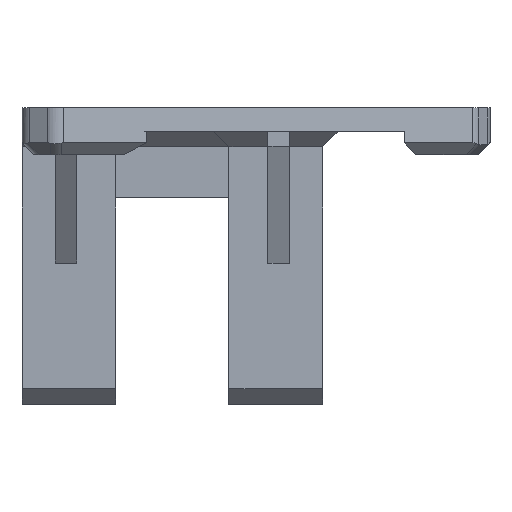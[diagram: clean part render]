
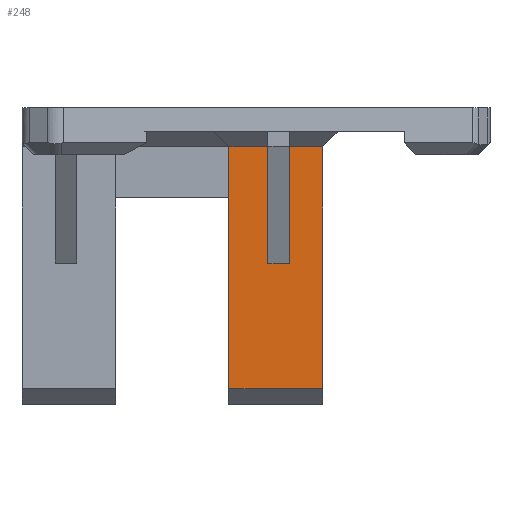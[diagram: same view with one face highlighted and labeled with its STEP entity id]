
A CAD part, left-side view. The second image highlights one B-rep face of the part: STEP entity #248.
In plain terms, the highlighted planar face has unit normal (-1, 0, 0).
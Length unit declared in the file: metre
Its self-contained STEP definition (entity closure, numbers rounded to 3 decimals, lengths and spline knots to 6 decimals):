
#248 = ADVANCED_FACE( '', ( #675 ), #676, .F. );
#675 = FACE_OUTER_BOUND( '', #1313, .T. );
#676 = PLANE( '', #1314 );
#1313 = EDGE_LOOP( '', ( #2023, #2024, #2025, #2026, #2027, #2028, #2029, #2030 ) );
#1314 = AXIS2_PLACEMENT_3D( '', #2031, #2032, #2033 );
#2023 = ORIENTED_EDGE( '', *, *, #3823, .T. );
#2024 = ORIENTED_EDGE( '', *, *, #3824, .T. );
#2025 = ORIENTED_EDGE( '', *, *, #3825, .F. );
#2026 = ORIENTED_EDGE( '', *, *, #3814, .T. );
#2027 = ORIENTED_EDGE( '', *, *, #3826, .T. );
#2028 = ORIENTED_EDGE( '', *, *, #3827, .T. );
#2029 = ORIENTED_EDGE( '', *, *, #3828, .F. );
#2030 = ORIENTED_EDGE( '', *, *, #3829, .T. );
#2031 = CARTESIAN_POINT( '', ( -0.02, -0.037526, -0.035 ) );
#2032 = DIRECTION( '', ( 1., 0., 0. ) );
#2033 = DIRECTION( '', ( 0., 0., -1. ) );
#3814 = EDGE_CURVE( '', #4591, #4588, #4592, .T. );
#3823 = EDGE_CURVE( '', #4606, #4607, #4608, .T. );
#3824 = EDGE_CURVE( '', #4607, #4609, #4610, .T. );
#3825 = EDGE_CURVE( '', #4591, #4609, #4611, .T. );
#3826 = EDGE_CURVE( '', #4588, #4612, #4613, .T. );
#3827 = EDGE_CURVE( '', #4612, #4614, #4615, .T. );
#3828 = EDGE_CURVE( '', #4616, #4614, #4617, .T. );
#3829 = EDGE_CURVE( '', #4616, #4606, #4618, .T. );
#4588 = VERTEX_POINT( '', #5716 );
#4591 = VERTEX_POINT( '', #5720 );
#4592 = LINE( '', #5721, #5722 );
#4606 = VERTEX_POINT( '', #5742 );
#4607 = VERTEX_POINT( '', #5743 );
#4608 = LINE( '', #5744, #5745 );
#4609 = VERTEX_POINT( '', #5746 );
#4610 = LINE( '', #5747, #5748 );
#4611 = LINE( '', #5749, #5750 );
#4612 = VERTEX_POINT( '', #5751 );
#4613 = LINE( '', #5752, #5753 );
#4614 = VERTEX_POINT( '', #5754 );
#4615 = LINE( '', #5755, #5756 );
#4616 = VERTEX_POINT( '', #5757 );
#4617 = LINE( '', #5758, #5759 );
#4618 = LINE( '', #5760, #5761 );
#5716 = CARTESIAN_POINT( '', ( -0.02, -0.043526, -0.033 ) );
#5720 = CARTESIAN_POINT( '', ( -0.02, -0.031526, -0.033 ) );
#5721 = CARTESIAN_POINT( '', ( -0.02, -0.037526, -0.033 ) );
#5722 = VECTOR( '', #7136, 1. );
#5742 = CARTESIAN_POINT( '', ( -0.02, -0.036526, -0.0169 ) );
#5743 = CARTESIAN_POINT( '', ( -0.02, -0.036526, -0.002 ) );
#5744 = CARTESIAN_POINT( '', ( -0.02, -0.036526, -0.0169 ) );
#5745 = VECTOR( '', #7143, 1. );
#5746 = CARTESIAN_POINT( '', ( -0.02, -0.031526, -0.002 ) );
#5747 = CARTESIAN_POINT( '', ( -0.02, -0.031526, -0.002 ) );
#5748 = VECTOR( '', #7144, 1. );
#5749 = CARTESIAN_POINT( '', ( -0.02, -0.031526, -0.035 ) );
#5750 = VECTOR( '', #7145, 1. );
#5751 = CARTESIAN_POINT( '', ( -0.02, -0.043526, -0.002 ) );
#5752 = CARTESIAN_POINT( '', ( -0.02, -0.043526, -0.035 ) );
#5753 = VECTOR( '', #7146, 1. );
#5754 = CARTESIAN_POINT( '', ( -0.02, -0.039276, -0.002 ) );
#5755 = CARTESIAN_POINT( '', ( -0.02, -0.039276, -0.002 ) );
#5756 = VECTOR( '', #7147, 1. );
#5757 = CARTESIAN_POINT( '', ( -0.02, -0.039276, -0.0169 ) );
#5758 = CARTESIAN_POINT( '', ( -0.02, -0.039276, -0.0169 ) );
#5759 = VECTOR( '', #7148, 1. );
#5760 = CARTESIAN_POINT( '', ( -0.02, -0.037901, -0.0169 ) );
#5761 = VECTOR( '', #7149, 1. );
#7136 = DIRECTION( '', ( 0., -1., 0. ) );
#7143 = DIRECTION( '', ( 0., 0., 1. ) );
#7144 = DIRECTION( '', ( 0., 1., 0. ) );
#7145 = DIRECTION( '', ( 0., 0., 1. ) );
#7146 = DIRECTION( '', ( 0., 0., 1. ) );
#7147 = DIRECTION( '', ( 0., 1., 0. ) );
#7148 = DIRECTION( '', ( 0., 0., 1. ) );
#7149 = DIRECTION( '', ( 0., 1., 0. ) );
